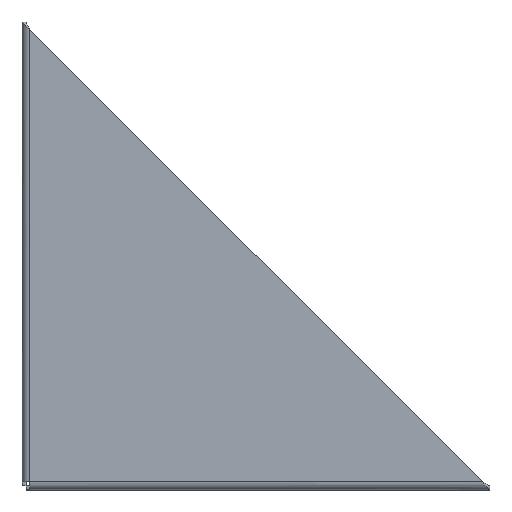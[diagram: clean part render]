
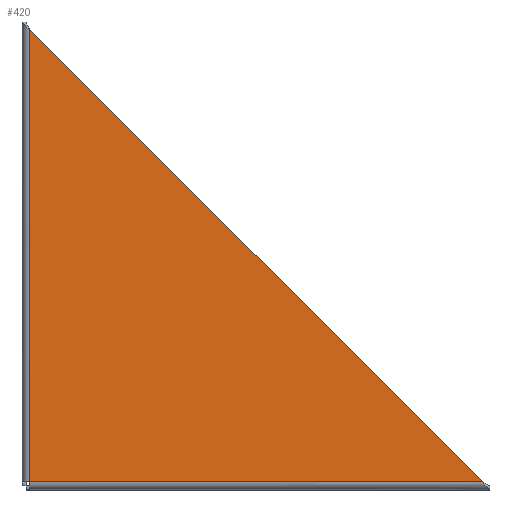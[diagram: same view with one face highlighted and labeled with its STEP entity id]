
A CAD part, top view. The second image highlights one B-rep face of the part: STEP entity #420.
In plain terms, the highlighted planar face has unit normal (0, 0, 1).
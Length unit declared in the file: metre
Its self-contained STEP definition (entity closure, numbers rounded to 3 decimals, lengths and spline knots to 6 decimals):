
#53=ORIENTED_EDGE('',*,*,#162,.T.);
#54=ORIENTED_EDGE('',*,*,#163,.T.);
#55=ORIENTED_EDGE('',*,*,#156,.T.);
#156=EDGE_CURVE('',#211,#212,#245,.T.);
#162=EDGE_CURVE('',#212,#216,#251,.T.);
#163=EDGE_CURVE('',#216,#211,#252,.T.);
#211=VERTEX_POINT('',#613);
#212=VERTEX_POINT('',#614);
#216=VERTEX_POINT('',#626);
#245=LINE('',#612,#284);
#251=LINE('',#625,#290);
#252=LINE('',#627,#291);
#284=VECTOR('',#499,1.);
#290=VECTOR('',#509,1.);
#291=VECTOR('',#510,1.);
#325=EDGE_LOOP('',(#53,#54,#55));
#364=FACE_BOUND('',#325,.T.);
#403=PLANE('',#460);
#420=ADVANCED_FACE('',(#364),#403,.T.);
#460=AXIS2_PLACEMENT_3D('',#624,#507,#508);
#499=DIRECTION('',(-0.707,0.707,0.));
#507=DIRECTION('',(0.,0.,1.));
#508=DIRECTION('',(1.,0.,0.));
#509=DIRECTION('',(0.,-1.,0.));
#510=DIRECTION('',(1.,0.,0.));
#612=CARTESIAN_POINT('',(0.175,0.175,0.003));
#613=CARTESIAN_POINT('',(0.347,0.003,0.003));
#614=CARTESIAN_POINT('',(0.003,0.347,0.003));
#624=CARTESIAN_POINT('',(0.175,0.175,0.003));
#625=CARTESIAN_POINT('',(0.003,0.175,0.003));
#626=CARTESIAN_POINT('',(0.003,0.003,0.003));
#627=CARTESIAN_POINT('',(0.175,0.003,0.003));
